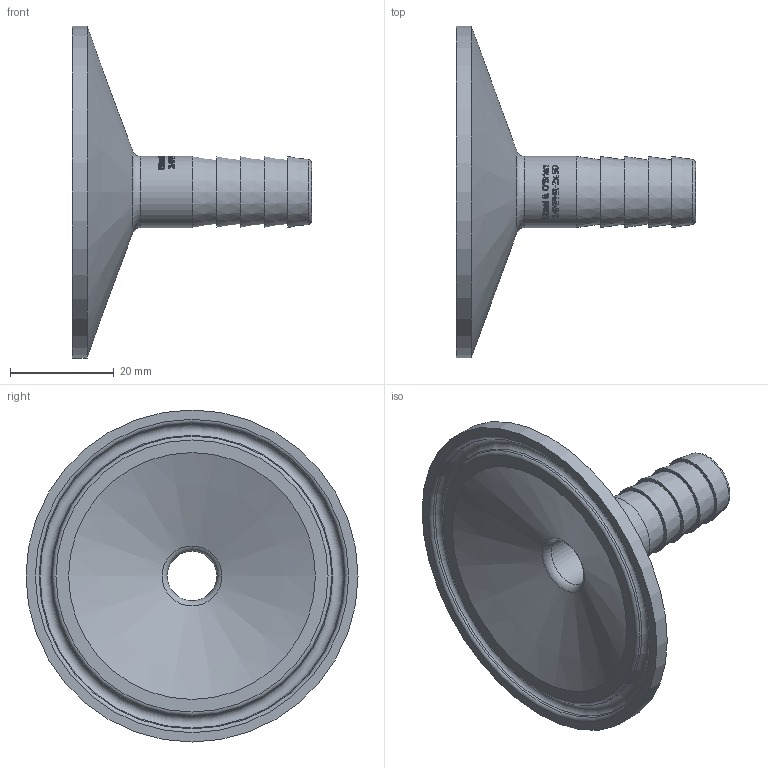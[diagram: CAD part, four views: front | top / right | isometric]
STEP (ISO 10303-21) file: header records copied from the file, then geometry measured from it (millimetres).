
FILE_DESCRIPTION(/* description */ (''),/* implementation_level */ '2;1');
FILE_NAME(/* name */ '14MPHR-2X.50.stp',/* time_stamp */ '2021-11-16T11:11:21-05:00',/* author */ ('rick'),/* organization */ (''),/* preprocessor_version */ 'ST-DEVELOPER v18.1',/* originating_system */ 'Autodesk Inventor 2020',/* authorisation */ '');
FILE_SCHEMA (('AUTOMOTIVE_DESIGN { 1 0 10303 214 3 1 1 }'));
Length unit declared in the file: inch
Products named in the file (1): 14MPHR-2X.50
Bounding box: 46.02 x 63.91 x 63.91 mm (x, y, z)
Volume: 17682.5 mm3; surface area: 10078.8 mm2
Topology: 1 solids, 1 shells, 416 faces, 1137 edges, 766 vertices
Faces by surface type: plane 188, bspline 171, cylinder 41, cone 9, torus 7
Full cylindrical faces by diameter (mm): 9.525 x1, 13.716 x1, 63.906 x1
Entity records: 16813 total; most frequent: CARTESIAN_POINT 7050, ORIENTED_EDGE 2274, DIRECTION 1572, EDGE_CURVE 1137, VERTEX_POINT 766, AXIS2_PLACEMENT_3D 531, LINE 510, VECTOR 510
